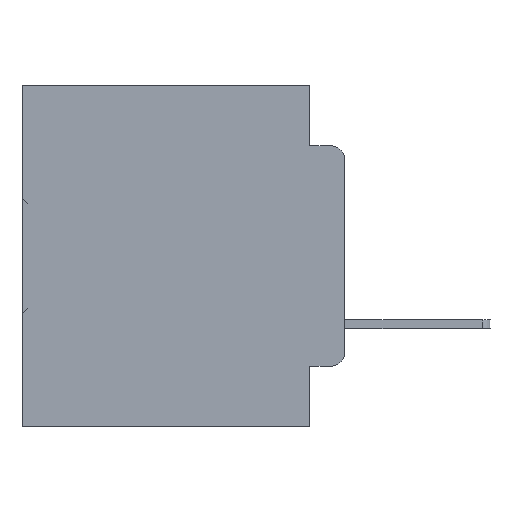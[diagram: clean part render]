
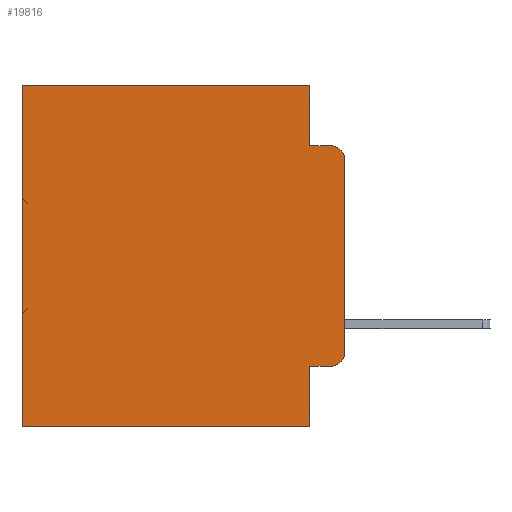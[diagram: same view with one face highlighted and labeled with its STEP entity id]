
A CAD part, left-side view. The second image highlights one B-rep face of the part: STEP entity #19816.
In plain terms, the highlighted planar face has unit normal (-1, 0, 0).
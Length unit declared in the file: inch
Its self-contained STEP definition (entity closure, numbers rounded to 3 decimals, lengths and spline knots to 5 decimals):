
#546 = ORIENTED_EDGE ( 'NONE', *, *, #4120, .T. ) ;
#873 = EDGE_CURVE ( 'NONE', #12590, #8964, #12386, .T. ) ;
#1936 = CARTESIAN_POINT ( 'NONE',  ( 0.298, 0.051, 0. ) ) ;
#2255 = DIRECTION ( 'NONE',  ( -1., 0., 0. ) ) ;
#2988 = LINE ( 'NONE', #17562, #17590 ) ;
#3039 = DIRECTION ( 'NONE',  ( 0., -1., 0. ) ) ;
#4120 = EDGE_CURVE ( 'NONE', #23578, #16343, #35372, .T. ) ;
#4224 = VECTOR ( 'NONE', #7926, 39.37008 ) ;
#4699 = LINE ( 'NONE', #29965, #10666 ) ;
#4985 = DIRECTION ( 'NONE',  ( 0., 0., -1. ) ) ;
#5299 = ORIENTED_EDGE ( 'NONE', *, *, #18447, .F. ) ;
#5381 = ORIENTED_EDGE ( 'NONE', *, *, #36164, .T. ) ;
#5535 = CARTESIAN_POINT ( 'NONE',  ( 0.298, 0., 0. ) ) ;
#7198 = VERTEX_POINT ( 'NONE', #14019 ) ;
#7926 = DIRECTION ( 'NONE',  ( 0., 0., -1. ) ) ;
#8964 = VERTEX_POINT ( 'NONE', #19487 ) ;
#9121 = DIRECTION ( 'NONE',  ( -1., 0., 0. ) ) ;
#9325 = DIRECTION ( 'NONE',  ( 1., 0., 0. ) ) ;
#10184 = DIRECTION ( 'NONE',  ( 0., 1., 0. ) ) ;
#10666 = VECTOR ( 'NONE', #13024, 39.37008 ) ;
#10983 = VERTEX_POINT ( 'NONE', #11012 ) ;
#11012 = CARTESIAN_POINT ( 'NONE',  ( 0.298, 0.02, -0.4115 ) ) ;
#11259 = ORIENTED_EDGE ( 'NONE', *, *, #29777, .F. ) ;
#11917 = EDGE_LOOP ( 'NONE', ( #36284, #546, #11259, #5299, #34753, #32933, #18037, #31248, #5381, #20821 ) ) ;
#12386 = LINE ( 'NONE', #33805, #34075 ) ;
#12590 = VERTEX_POINT ( 'NONE', #15727 ) ;
#12836 = CARTESIAN_POINT ( 'NONE',  ( 0.298, 0.051, 0. ) ) ;
#13024 = DIRECTION ( 'NONE',  ( 0., 1., 0. ) ) ;
#13489 = LINE ( 'NONE', #32658, #36034 ) ;
#13901 = CARTESIAN_POINT ( 'NONE',  ( 0.298, 0., -0.3915 ) ) ;
#14019 = CARTESIAN_POINT ( 'NONE',  ( 0.298, 0.473, -0.5 ) ) ;
#14179 = VECTOR ( 'NONE', #10184, 39.37008 ) ;
#14533 = AXIS2_PLACEMENT_3D ( 'NONE', #26372, #9325, #29206 ) ;
#14654 = EDGE_CURVE ( 'NONE', #31402, #7198, #29309, .T. ) ;
#15077 = CARTESIAN_POINT ( 'NONE',  ( 0.298, 0.02, -0.0885 ) ) ;
#15131 = VERTEX_POINT ( 'NONE', #26887 ) ;
#15727 = CARTESIAN_POINT ( 'NONE',  ( 0.298, 0.051, -0.4115 ) ) ;
#15775 = DIRECTION ( 'NONE',  ( 0., -1., 0. ) ) ;
#16343 = VERTEX_POINT ( 'NONE', #15077 ) ;
#16559 = AXIS2_PLACEMENT_3D ( 'NONE', #19641, #2255, #22463 ) ;
#17562 = CARTESIAN_POINT ( 'NONE',  ( 0.298, 0.051, -0.4115 ) ) ;
#17590 = VECTOR ( 'NONE', #3039, 39.37008 ) ;
#18037 = ORIENTED_EDGE ( 'NONE', *, *, #19997, .F. ) ;
#18249 = EDGE_CURVE ( 'NONE', #23616, #31402, #4699, .T. ) ;
#18447 = EDGE_CURVE ( 'NONE', #23616, #15131, #34645, .T. ) ;
#19136 = EDGE_CURVE ( 'NONE', #10983, #19543, #27496, .T. ) ;
#19487 = CARTESIAN_POINT ( 'NONE',  ( 0.298, 0.051, -0.5 ) ) ;
#19503 = FACE_OUTER_BOUND ( 'NONE', #11917, .T. ) ;
#19543 = VERTEX_POINT ( 'NONE', #13901 ) ;
#19641 = CARTESIAN_POINT ( 'NONE',  ( 0.298, 0.02, -0.1085 ) ) ;
#19816 = ADVANCED_FACE ( 'NONE', ( #19503 ), #29085, .F. ) ;
#19997 = EDGE_CURVE ( 'NONE', #8964, #7198, #29196, .T. ) ;
#20694 = VECTOR ( 'NONE', #25586, 39.37008 ) ;
#20821 = ORIENTED_EDGE ( 'NONE', *, *, #19136, .T. ) ;
#21129 = CARTESIAN_POINT ( 'NONE',  ( 0.298, 0., -0.1085 ) ) ;
#21628 = CARTESIAN_POINT ( 'NONE',  ( 0.298, 0.473, 0. ) ) ;
#22463 = DIRECTION ( 'NONE',  ( 0., 0., -1. ) ) ;
#23578 = VERTEX_POINT ( 'NONE', #21129 ) ;
#23616 = VERTEX_POINT ( 'NONE', #12836 ) ;
#25586 = DIRECTION ( 'NONE',  ( 0., 0., -1. ) ) ;
#26178 = CARTESIAN_POINT ( 'NONE',  ( 0.298, 0.02, -0.3915 ) ) ;
#26372 = CARTESIAN_POINT ( 'NONE',  ( 0.298, 0., 0. ) ) ;
#26887 = CARTESIAN_POINT ( 'NONE',  ( 0.298, 0.051, -0.0885 ) ) ;
#27180 = EDGE_CURVE ( 'NONE', #23578, #19543, #34846, .T. ) ;
#27218 = CARTESIAN_POINT ( 'NONE',  ( 0.298, 0., -0.5 ) ) ;
#27496 = CIRCLE ( 'NONE', #29870, 0.02 ) ;
#28431 = VECTOR ( 'NONE', #4985, 39.37008 ) ;
#28994 = DIRECTION ( 'NONE',  ( 0., 0., -1. ) ) ;
#29085 = PLANE ( 'NONE',  #14533 ) ;
#29196 = LINE ( 'NONE', #27218, #14179 ) ;
#29206 = DIRECTION ( 'NONE',  ( 0., 0., -1. ) ) ;
#29309 = LINE ( 'NONE', #36291, #28431 ) ;
#29777 = EDGE_CURVE ( 'NONE', #15131, #16343, #13489, .T. ) ;
#29870 = AXIS2_PLACEMENT_3D ( 'NONE', #26178, #9121, #28994 ) ;
#29965 = CARTESIAN_POINT ( 'NONE',  ( 0.298, 0., 0. ) ) ;
#31248 = ORIENTED_EDGE ( 'NONE', *, *, #873, .F. ) ;
#31402 = VERTEX_POINT ( 'NONE', #21628 ) ;
#32658 = CARTESIAN_POINT ( 'NONE',  ( 0.298, 0.051, -0.0885 ) ) ;
#32933 = ORIENTED_EDGE ( 'NONE', *, *, #14654, .T. ) ;
#33805 = CARTESIAN_POINT ( 'NONE',  ( 0.298, 0.051, 0. ) ) ;
#34075 = VECTOR ( 'NONE', #36640, 39.37008 ) ;
#34645 = LINE ( 'NONE', #1936, #4224 ) ;
#34753 = ORIENTED_EDGE ( 'NONE', *, *, #18249, .T. ) ;
#34846 = LINE ( 'NONE', #5535, #20694 ) ;
#35372 = CIRCLE ( 'NONE', #16559, 0.02 ) ;
#36034 = VECTOR ( 'NONE', #15775, 39.37008 ) ;
#36164 = EDGE_CURVE ( 'NONE', #12590, #10983, #2988, .T. ) ;
#36284 = ORIENTED_EDGE ( 'NONE', *, *, #27180, .F. ) ;
#36291 = CARTESIAN_POINT ( 'NONE',  ( 0.298, 0.473, 0. ) ) ;
#36640 = DIRECTION ( 'NONE',  ( 0., 0., -1. ) ) ;
